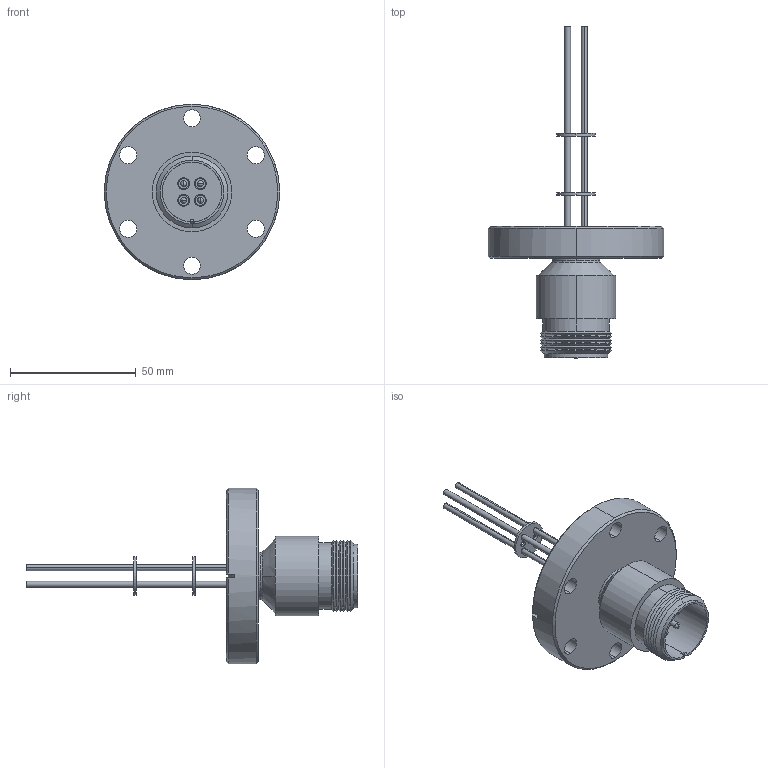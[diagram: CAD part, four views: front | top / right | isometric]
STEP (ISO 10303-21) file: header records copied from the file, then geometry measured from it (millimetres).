
FILE_DESCRIPTION (( 'STEP AP203' ), '1' );
FILE_NAME ('A2569-5-CF.STEP', '2013-03-20T18:31:29', ( '' ), ( '' ), 'SwSTEP 2.0', 'SolidWorks 2012', '' );
FILE_SCHEMA (( 'CONFIG_CONTROL_DESIGN' ));
Length unit declared in the file: inch
Products named in the file (1): A2569-5-CF
Bounding box: 69.85 x 132.15 x 69.85 mm (x, y, z)
Volume: 53653.1 mm3; surface area: 25293.6 mm2
Topology: 1 solids, 1 shells, 200 faces, 478 edges, 303 vertices
Faces by surface type: cylinder 107, plane 44, cone 37, bspline 12
Entity records: 6131 total; most frequent: CARTESIAN_POINT 1196, DIRECTION 1116, ORIENTED_EDGE 940, AXIS2_PLACEMENT_3D 471, EDGE_CURVE 470, VERTEX_POINT 303, CIRCLE 282, EDGE_LOOP 263
